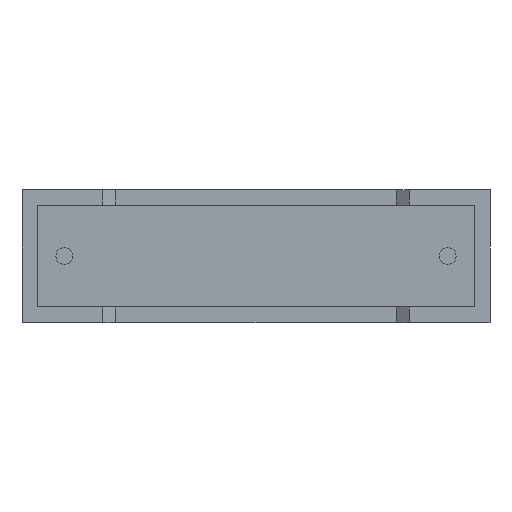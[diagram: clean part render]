
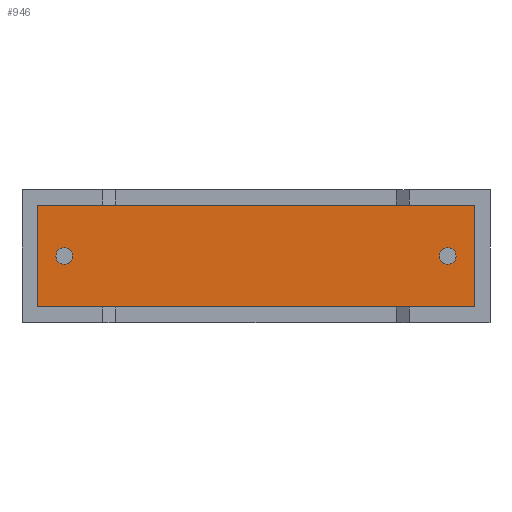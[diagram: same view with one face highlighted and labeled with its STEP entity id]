
A CAD part, front view. The second image highlights one B-rep face of the part: STEP entity #946.
In plain terms, the highlighted planar face has unit normal (0, -1, 0).
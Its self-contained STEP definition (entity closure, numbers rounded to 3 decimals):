
#6 = AXIS2_PLACEMENT_3D ( 'NONE', #2503, #106, #1829 ) ;
#51 = ORIENTED_EDGE ( 'NONE', *, *, #1459, .T. ) ;
#106 = DIRECTION ( 'NONE',  ( 0., -1., 0. ) ) ;
#218 = PLANE ( 'NONE',  #2993 ) ;
#375 = EDGE_CURVE ( 'NONE', #1901, #1303, #495, .T. ) ;
#380 = CARTESIAN_POINT ( 'NONE',  ( 0.61, 0.75, 0.61 ) ) ;
#384 = DIRECTION ( 'NONE',  ( 1., 0., 0. ) ) ;
#418 = ORIENTED_EDGE ( 'NONE', *, *, #3053, .F. ) ;
#446 = ORIENTED_EDGE ( 'NONE', *, *, #2938, .T. ) ;
#449 = FACE_OUTER_BOUND ( 'NONE', #774, .T. ) ;
#495 = CIRCLE ( 'NONE', #2258, 0.325 ) ;
#561 = DIRECTION ( 'NONE',  ( 0., -1., 0. ) ) ;
#611 = AXIS2_PLACEMENT_3D ( 'NONE', #980, #561, #1485 ) ;
#774 = EDGE_LOOP ( 'NONE', ( #446, #1456, #2218, #51 ) ) ;
#811 = VECTOR ( 'NONE', #1751, 1000. ) ;
#828 = VERTEX_POINT ( 'NONE', #380 ) ;
#882 = VERTEX_POINT ( 'NONE', #1299 ) ;
#928 = CARTESIAN_POINT ( 'NONE',  ( 16.65, 0.75, 2.275 ) ) ;
#932 = DIRECTION ( 'NONE',  ( 0., -1., 0. ) ) ;
#935 = CARTESIAN_POINT ( 'NONE',  ( 1.65, 0.75, 2.925 ) ) ;
#946 = ADVANCED_FACE ( 'NONE', ( #1200, #449, #1371 ), #218, .T. ) ;
#963 = DIRECTION ( 'NONE',  ( 0., -1., 0. ) ) ;
#980 = CARTESIAN_POINT ( 'NONE',  ( 1.65, 0.75, 2.6 ) ) ;
#1060 = EDGE_CURVE ( 'NONE', #1547, #1210, #2793, .T. ) ;
#1077 = LINE ( 'NONE', #1975, #2266 ) ;
#1100 = CARTESIAN_POINT ( 'NONE',  ( 0.61, 0.75, 4.59 ) ) ;
#1126 = CARTESIAN_POINT ( 'NONE',  ( 16.65, 0.75, 2.6 ) ) ;
#1200 = FACE_BOUND ( 'NONE', #2719, .T. ) ;
#1210 = VERTEX_POINT ( 'NONE', #2273 ) ;
#1248 = LINE ( 'NONE', #1100, #811 ) ;
#1261 = ORIENTED_EDGE ( 'NONE', *, *, #1387, .F. ) ;
#1299 = CARTESIAN_POINT ( 'NONE',  ( 0.61, 0.75, 4.59 ) ) ;
#1303 = VERTEX_POINT ( 'NONE', #935 ) ;
#1336 = ORIENTED_EDGE ( 'NONE', *, *, #1060, .F. ) ;
#1371 = FACE_BOUND ( 'NONE', #2455, .T. ) ;
#1379 = CARTESIAN_POINT ( 'NONE',  ( 17.69, 0.75, 0.61 ) ) ;
#1387 = EDGE_CURVE ( 'NONE', #1303, #1901, #2221, .T. ) ;
#1421 = ORIENTED_EDGE ( 'NONE', *, *, #375, .F. ) ;
#1456 = ORIENTED_EDGE ( 'NONE', *, *, #1749, .T. ) ;
#1459 = EDGE_CURVE ( 'NONE', #2630, #882, #2855, .T. ) ;
#1485 = DIRECTION ( 'NONE',  ( 0., 0., -1. ) ) ;
#1547 = VERTEX_POINT ( 'NONE', #928 ) ;
#1600 = VERTEX_POINT ( 'NONE', #1379 ) ;
#1653 = DIRECTION ( 'NONE',  ( 0., -1., 0. ) ) ;
#1688 = DIRECTION ( 'NONE',  ( -1., 0., 0. ) ) ;
#1706 = AXIS2_PLACEMENT_3D ( 'NONE', #1126, #932, #2780 ) ;
#1722 = DIRECTION ( 'NONE',  ( 0., 0., -1. ) ) ;
#1727 = VECTOR ( 'NONE', #1688, 1000. ) ;
#1749 = EDGE_CURVE ( 'NONE', #828, #1600, #1077, .T. ) ;
#1751 = DIRECTION ( 'NONE',  ( 0., 0., -1. ) ) ;
#1770 = CARTESIAN_POINT ( 'NONE',  ( 17.69, 0.75, 4.59 ) ) ;
#1829 = DIRECTION ( 'NONE',  ( 0., 0., -1. ) ) ;
#1901 = VERTEX_POINT ( 'NONE', #2681 ) ;
#1910 = DIRECTION ( 'NONE',  ( 0., 0., -1. ) ) ;
#1942 = CARTESIAN_POINT ( 'NONE',  ( 1.65, 0.75, 2.6 ) ) ;
#1975 = CARTESIAN_POINT ( 'NONE',  ( 0.61, 0.75, 0.61 ) ) ;
#2103 = EDGE_CURVE ( 'NONE', #1600, #2630, #2698, .T. ) ;
#2218 = ORIENTED_EDGE ( 'NONE', *, *, #2103, .T. ) ;
#2221 = CIRCLE ( 'NONE', #611, 0.325 ) ;
#2258 = AXIS2_PLACEMENT_3D ( 'NONE', #1942, #1653, #1722 ) ;
#2266 = VECTOR ( 'NONE', #384, 1000. ) ;
#2273 = CARTESIAN_POINT ( 'NONE',  ( 16.65, 0.75, 2.925 ) ) ;
#2355 = CARTESIAN_POINT ( 'NONE',  ( 0., 0.75, 0. ) ) ;
#2364 = VECTOR ( 'NONE', #2917, 1000. ) ;
#2455 = EDGE_LOOP ( 'NONE', ( #1261, #1421 ) ) ;
#2503 = CARTESIAN_POINT ( 'NONE',  ( 16.65, 0.75, 2.6 ) ) ;
#2566 = CIRCLE ( 'NONE', #6, 0.325 ) ;
#2630 = VERTEX_POINT ( 'NONE', #1770 ) ;
#2632 = CARTESIAN_POINT ( 'NONE',  ( 17.69, 0.75, 0.61 ) ) ;
#2681 = CARTESIAN_POINT ( 'NONE',  ( 1.65, 0.75, 2.275 ) ) ;
#2698 = LINE ( 'NONE', #2632, #2364 ) ;
#2719 = EDGE_LOOP ( 'NONE', ( #418, #1336 ) ) ;
#2780 = DIRECTION ( 'NONE',  ( 0., 0., -1. ) ) ;
#2793 = CIRCLE ( 'NONE', #1706, 0.325 ) ;
#2855 = LINE ( 'NONE', #2891, #1727 ) ;
#2891 = CARTESIAN_POINT ( 'NONE',  ( 17.69, 0.75, 4.59 ) ) ;
#2917 = DIRECTION ( 'NONE',  ( 0., 0., 1. ) ) ;
#2938 = EDGE_CURVE ( 'NONE', #882, #828, #1248, .T. ) ;
#2993 = AXIS2_PLACEMENT_3D ( 'NONE', #2355, #963, #1910 ) ;
#3053 = EDGE_CURVE ( 'NONE', #1210, #1547, #2566, .T. ) ;
